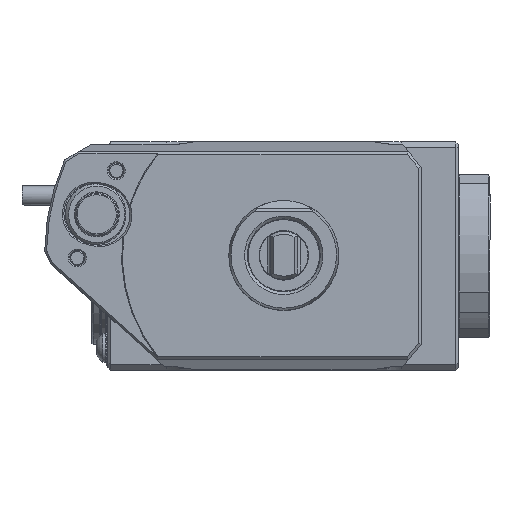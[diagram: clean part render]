
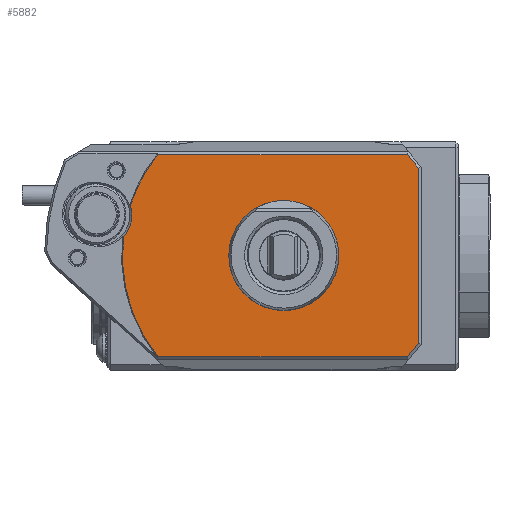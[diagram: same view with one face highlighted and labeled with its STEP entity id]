
A CAD part, top view. The second image highlights one B-rep face of the part: STEP entity #5882.
In plain terms, the highlighted planar face has unit normal (0, 0, 1).
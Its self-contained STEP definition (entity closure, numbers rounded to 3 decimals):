
#376=LINE('',#9818,#789);
#377=LINE('',#9820,#790);
#379=LINE('',#9824,#792);
#382=LINE('',#9830,#795);
#383=LINE('',#9832,#796);
#789=VECTOR('',#7710,1000.);
#790=VECTOR('',#7713,1000.);
#792=VECTOR('',#7717,1000.);
#795=VECTOR('',#7722,1000.);
#796=VECTOR('',#7725,1000.);
#2067=ORIENTED_EDGE('',*,*,#2928,.F.);
#2068=ORIENTED_EDGE('',*,*,#3272,.T.);
#2069=ORIENTED_EDGE('',*,*,#3271,.F.);
#2070=ORIENTED_EDGE('',*,*,#3286,.F.);
#2071=ORIENTED_EDGE('',*,*,#3284,.F.);
#2072=ORIENTED_EDGE('',*,*,#3280,.F.);
#2073=ORIENTED_EDGE('',*,*,#3278,.T.);
#2074=ORIENTED_EDGE('',*,*,#3277,.T.);
#2075=ORIENTED_EDGE('',*,*,#3274,.T.);
#2928=EDGE_CURVE('',#3715,#3715,#4216,.T.);
#3271=EDGE_CURVE('',#3963,#3962,#376,.T.);
#3272=EDGE_CURVE('',#3964,#3962,#377,.F.);
#3274=EDGE_CURVE('',#3965,#3964,#379,.T.);
#3277=EDGE_CURVE('',#3966,#3965,#382,.F.);
#3278=EDGE_CURVE('',#3967,#3966,#383,.T.);
#3280=EDGE_CURVE('',#3967,#3968,#4327,.T.);
#3284=EDGE_CURVE('',#3968,#3970,#4329,.T.);
#3286=EDGE_CURVE('',#3970,#3963,#4330,.T.);
#3715=VERTEX_POINT('',#8929);
#3962=VERTEX_POINT('',#9812);
#3963=VERTEX_POINT('',#9817);
#3964=VERTEX_POINT('',#9821);
#3965=VERTEX_POINT('',#9825);
#3966=VERTEX_POINT('',#9829);
#3967=VERTEX_POINT('',#9833);
#3968=VERTEX_POINT('',#9840);
#3970=VERTEX_POINT('',#9850);
#4216=CIRCLE('',#6184,19.734);
#4327=CIRCLE('',#6456,58.7);
#4329=CIRCLE('',#6459,11.8);
#4330=CIRCLE('',#6461,58.7);
#4705=EDGE_LOOP('',(#2067));
#4706=EDGE_LOOP('',(#2068,#2069,#2070,#2071,#2072,#2073,#2074,#2075));
#5217=FACE_BOUND('',#4705,.T.);
#5218=FACE_BOUND('',#4706,.T.);
#5561=PLANE('',#6462);
#5882=ADVANCED_FACE('',(#5217,#5218),#5561,.F.);
#6184=AXIS2_PLACEMENT_3D('',#8928,#7002,#7003);
#6456=AXIS2_PLACEMENT_3D('',#9839,#7728,#7729);
#6459=AXIS2_PLACEMENT_3D('',#9849,#7735,#7736);
#6461=AXIS2_PLACEMENT_3D('',#9856,#7739,#7740);
#6462=AXIS2_PLACEMENT_3D('',#9857,#7741,#7742);
#7002=DIRECTION('',(0.,0.,1.));
#7003=DIRECTION('',(1.,0.,0.));
#7710=DIRECTION('',(1.,0.,0.));
#7713=DIRECTION('',(0.643,-0.766,0.));
#7717=DIRECTION('',(0.,1.,0.));
#7722=DIRECTION('',(-0.643,-0.766,0.));
#7725=DIRECTION('',(1.,0.,0.));
#7728=DIRECTION('',(0.,0.,-1.));
#7729=DIRECTION('',(-1.,0.,0.));
#7735=DIRECTION('',(0.,0.,1.));
#7736=DIRECTION('',(0.,1.,0.));
#7739=DIRECTION('',(0.,0.,-1.));
#7740=DIRECTION('',(-1.,0.,0.));
#7741=DIRECTION('',(0.,0.,-1.));
#7742=DIRECTION('',(-1.,0.,0.));
#8928=CARTESIAN_POINT('',(0.,0.,0.));
#8929=CARTESIAN_POINT('',(19.734,0.,0.));
#9812=CARTESIAN_POINT('',(44.919,36.7,0.));
#9817=CARTESIAN_POINT('',(-45.813,36.7,0.));
#9818=CARTESIAN_POINT('',(-218.134,36.7,0.));
#9820=CARTESIAN_POINT('',(61.326,17.147,0.));
#9821=CARTESIAN_POINT('',(49.,31.836,0.));
#9824=CARTESIAN_POINT('',(49.,0.,0.));
#9825=CARTESIAN_POINT('',(49.,-31.836,0.));
#9829=CARTESIAN_POINT('',(44.919,-36.7,0.));
#9830=CARTESIAN_POINT('',(61.326,-17.147,0.));
#9832=CARTESIAN_POINT('',(-218.134,-36.7,0.));
#9833=CARTESIAN_POINT('',(-45.813,-36.7,0.));
#9839=CARTESIAN_POINT('',(0.,0.,0.));
#9840=CARTESIAN_POINT('',(-58.3,6.838,0.));
#9849=CARTESIAN_POINT('',(-67.023,14.785,0.));
#9850=CARTESIAN_POINT('',(-55.767,18.324,0.));
#9856=CARTESIAN_POINT('',(0.,0.,0.));
#9857=CARTESIAN_POINT('',(-20.,0.,0.));
